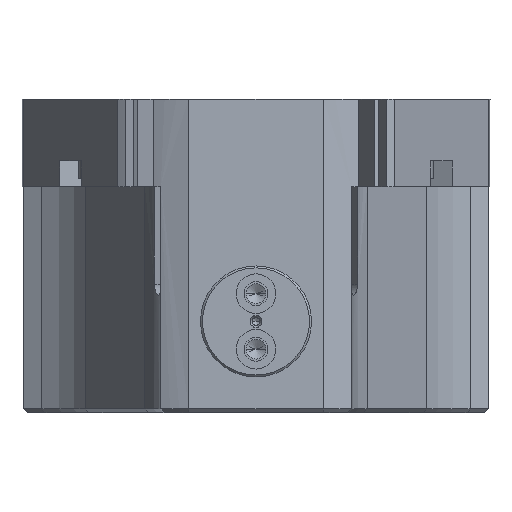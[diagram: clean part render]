
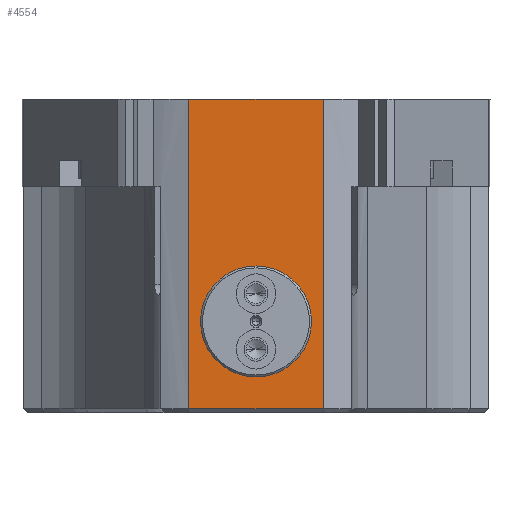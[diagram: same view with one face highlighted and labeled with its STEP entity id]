
A CAD part, front view. The second image highlights one B-rep face of the part: STEP entity #4554.
In plain terms, the highlighted planar face has unit normal (0, -1, 0).
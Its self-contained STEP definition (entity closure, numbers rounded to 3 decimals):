
#260=DIRECTION('',(0.,0.,1.));
#261=VECTOR('',#260,78.);
#262=CARTESIAN_POINT('',(16.993,-56.5,1.));
#263=LINE('',#262,#261);
#305=DIRECTION('',(0.,0.,1.));
#306=VECTOR('',#305,78.);
#307=CARTESIAN_POINT('',(-16.993,-56.5,1.));
#308=LINE('',#307,#306);
#505=DIRECTION('',(1.,0.,0.));
#506=VECTOR('',#505,33.985);
#507=CARTESIAN_POINT('',(-16.993,-56.5,79.));
#508=LINE('',#507,#506);
#1512=CARTESIAN_POINT('',(0.,-56.5,23.));
#1513=DIRECTION('',(0.,1.,0.));
#1514=DIRECTION('',(-1.,0.,0.));
#1515=AXIS2_PLACEMENT_3D('',#1512,#1513,#1514);
#1517=CARTESIAN_POINT('',(0.,-56.5,23.));
#1518=DIRECTION('',(0.,1.,0.));
#1519=DIRECTION('',(1.,0.,0.));
#1520=AXIS2_PLACEMENT_3D('',#1517,#1518,#1519);
#1522=DIRECTION('',(-1.,0.,0.));
#1523=VECTOR('',#1522,33.985);
#1524=CARTESIAN_POINT('',(16.993,-56.5,1.));
#1525=LINE('',#1524,#1523);
#2340=CARTESIAN_POINT('',(-16.993,-56.5,79.));
#2341=CARTESIAN_POINT('',(16.993,-56.5,79.));
#2342=VERTEX_POINT('',#2340);
#2343=VERTEX_POINT('',#2341);
#2352=CARTESIAN_POINT('',(-14.,-56.5,23.));
#2353=CARTESIAN_POINT('',(14.,-56.5,23.));
#2354=VERTEX_POINT('',#2352);
#2355=VERTEX_POINT('',#2353);
#2734=CARTESIAN_POINT('',(16.993,-56.5,1.));
#2735=VERTEX_POINT('',#2734);
#2738=CARTESIAN_POINT('',(-16.993,-56.5,1.));
#2739=VERTEX_POINT('',#2738);
#4538=CARTESIAN_POINT('',(-70.8,-56.5,0.));
#4539=DIRECTION('',(0.,1.,0.));
#4540=DIRECTION('',(0.,0.,1.));
#4541=AXIS2_PLACEMENT_3D('',#4538,#4539,#4540);
#4542=PLANE('',#4541);
#4544=ORIENTED_EDGE('',*,*,#4543,.T.);
#4545=ORIENTED_EDGE('',*,*,#3194,.T.);
#4546=ORIENTED_EDGE('',*,*,#3323,.T.);
#4547=ORIENTED_EDGE('',*,*,#3167,.F.);
#4548=EDGE_LOOP('',(#4544,#4545,#4546,#4547));
#4549=FACE_OUTER_BOUND('',#4548,.F.);
#4550=ORIENTED_EDGE('',*,*,#4154,.F.);
#4551=ORIENTED_EDGE('',*,*,#4212,.F.);
#4552=EDGE_LOOP('',(#4550,#4551));
#4553=FACE_BOUND('',#4552,.F.);
#1516=CIRCLE('',#1515,14.);
#1521=CIRCLE('',#1520,14.);
#3167=EDGE_CURVE('',#2735,#2343,#263,.T.);
#3194=EDGE_CURVE('',#2739,#2342,#308,.T.);
#3323=EDGE_CURVE('',#2342,#2343,#508,.T.);
#4154=EDGE_CURVE('',#2354,#2355,#1516,.T.);
#4212=EDGE_CURVE('',#2355,#2354,#1521,.T.);
#4543=EDGE_CURVE('',#2735,#2739,#1525,.T.);
#4554=ADVANCED_FACE('',(#4549,#4553),#4542,.F.);
